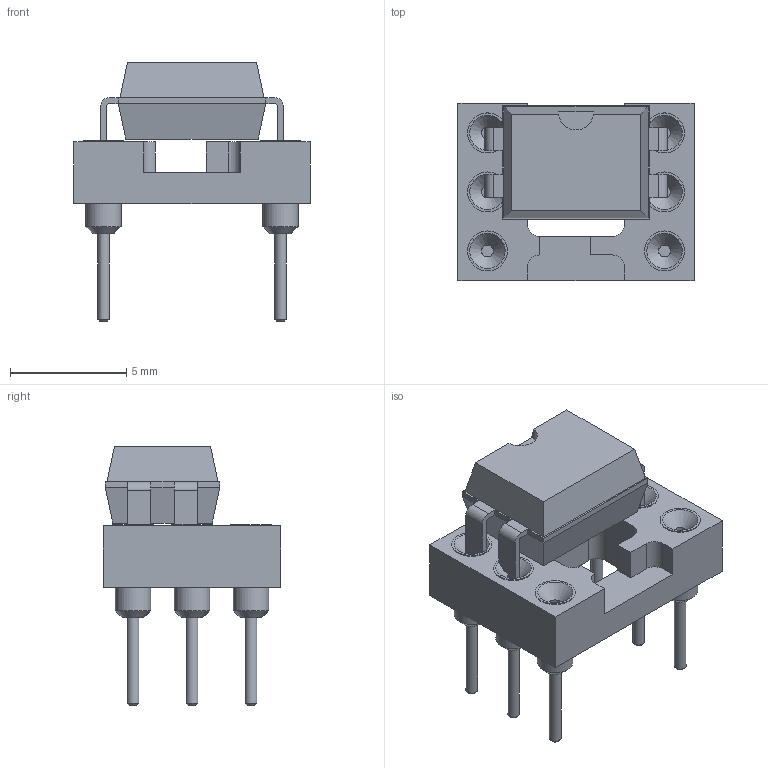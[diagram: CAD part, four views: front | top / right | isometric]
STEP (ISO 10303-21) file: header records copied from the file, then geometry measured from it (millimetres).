
FILE_DESCRIPTION(('FreeCAD Model'),'2;1');
FILE_NAME('DIP-4_W7.62mm_sp.step', '2019-02-25T14:18:30',('kicad StepUp'),('ksu MCAD'), 'Open CASCADE STEP processor 7.2','FreeCAD','Unknown');
FILE_SCHEMA(('AUTOMOTIVE_DESIGN { 1 0 10303 214 1 1 1 1 }'));
Length unit declared in the file: millimetre
Products named in the file (1): DIP-4_W7.62mm_sp
Bounding box: 10.16 x 7.62 x 11.16 mm (x, y, z)
Volume: 257.1 mm3; surface area: 504.7 mm2
Topology: 1 solids, 1 shells, 200 faces, 512 edges, 329 vertices
Faces by surface type: plane 109, cylinder 57, cone 18, bspline 16
Full cylindrical faces by diameter (mm): 0.508 x8, 1.524 x6, 1.724 x6
Entity records: 7791 total; most frequent: CARTESIAN_POINT 1406, DIRECTION 1051, ORIENTED_EDGE 1024, EDGE_CURVE 512, AXIS2_PLACEMENT_3D 373, VERTEX_POINT 329, LINE 305, VECTOR 305
